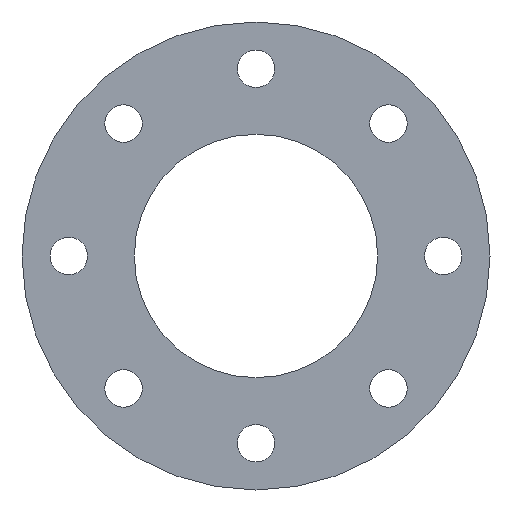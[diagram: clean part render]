
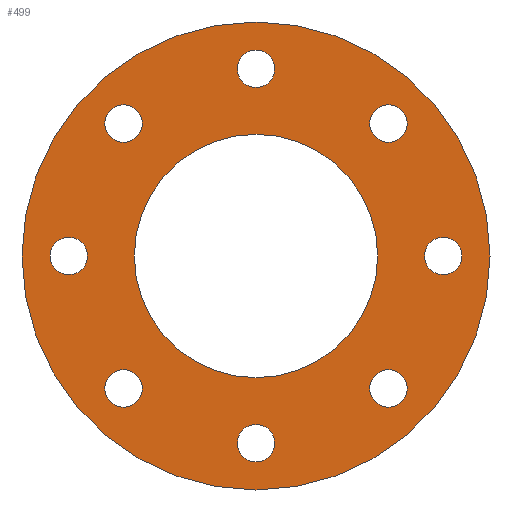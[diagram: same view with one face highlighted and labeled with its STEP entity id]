
A CAD part, left-side view. The second image highlights one B-rep face of the part: STEP entity #499.
In plain terms, the highlighted planar face has unit normal (-1, 0, 0).
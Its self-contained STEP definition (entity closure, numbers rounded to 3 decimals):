
#14=CARTESIAN_POINT('',(0.,0.,0.));
#15=DIRECTION('',(-1.,0.,0.));
#16=DIRECTION('',(0.,1.,0.));
#17=AXIS2_PLACEMENT_3D('',#14,#15,#16);
#19=CARTESIAN_POINT('',(0.,0.,0.));
#20=DIRECTION('',(1.,0.,0.));
#21=DIRECTION('',(0.,1.,0.));
#22=AXIS2_PLACEMENT_3D('',#19,#20,#21);
#24=CARTESIAN_POINT('',(0.,0.,0.));
#25=DIRECTION('',(1.,0.,0.));
#26=DIRECTION('',(0.,0.,-1.));
#27=AXIS2_PLACEMENT_3D('',#24,#25,#26);
#29=CARTESIAN_POINT('',(0.,0.,0.));
#30=DIRECTION('',(1.,0.,0.));
#31=DIRECTION('',(0.,0.,1.));
#32=AXIS2_PLACEMENT_3D('',#29,#30,#31);
#34=CARTESIAN_POINT('',(0.,100.,0.));
#35=DIRECTION('',(-1.,0.,0.));
#36=DIRECTION('',(0.,-1.,0.));
#37=AXIS2_PLACEMENT_3D('',#34,#35,#36);
#39=CARTESIAN_POINT('',(0.,100.,0.));
#40=DIRECTION('',(-1.,0.,0.));
#41=DIRECTION('',(0.,1.,0.));
#42=AXIS2_PLACEMENT_3D('',#39,#40,#41);
#44=CARTESIAN_POINT('',(0.,70.711,-70.711));
#45=DIRECTION('',(-1.,0.,0.));
#46=DIRECTION('',(0.,-0.707,0.707));
#47=AXIS2_PLACEMENT_3D('',#44,#45,#46);
#49=CARTESIAN_POINT('',(0.,70.711,-70.711));
#50=DIRECTION('',(-1.,0.,0.));
#51=DIRECTION('',(0.,0.707,-0.707));
#52=AXIS2_PLACEMENT_3D('',#49,#50,#51);
#54=CARTESIAN_POINT('',(0.,0.,-100.));
#55=DIRECTION('',(-1.,0.,0.));
#56=DIRECTION('',(0.,0.,1.));
#57=AXIS2_PLACEMENT_3D('',#54,#55,#56);
#59=CARTESIAN_POINT('',(0.,0.,-100.));
#60=DIRECTION('',(-1.,0.,0.));
#61=DIRECTION('',(0.,0.,-1.));
#62=AXIS2_PLACEMENT_3D('',#59,#60,#61);
#64=CARTESIAN_POINT('',(0.,-70.711,-70.711));
#65=DIRECTION('',(-1.,0.,0.));
#66=DIRECTION('',(0.,0.707,0.707));
#67=AXIS2_PLACEMENT_3D('',#64,#65,#66);
#69=CARTESIAN_POINT('',(0.,-70.711,-70.711));
#70=DIRECTION('',(-1.,0.,0.));
#71=DIRECTION('',(0.,-0.707,-0.707));
#72=AXIS2_PLACEMENT_3D('',#69,#70,#71);
#74=CARTESIAN_POINT('',(0.,-100.,0.));
#75=DIRECTION('',(-1.,0.,0.));
#76=DIRECTION('',(0.,1.,0.));
#77=AXIS2_PLACEMENT_3D('',#74,#75,#76);
#79=CARTESIAN_POINT('',(0.,-100.,0.));
#80=DIRECTION('',(-1.,0.,0.));
#81=DIRECTION('',(0.,-1.,0.));
#82=AXIS2_PLACEMENT_3D('',#79,#80,#81);
#84=CARTESIAN_POINT('',(0.,-70.711,70.711));
#85=DIRECTION('',(-1.,0.,0.));
#86=DIRECTION('',(0.,0.707,-0.707));
#87=AXIS2_PLACEMENT_3D('',#84,#85,#86);
#89=CARTESIAN_POINT('',(0.,-70.711,70.711));
#90=DIRECTION('',(-1.,0.,0.));
#91=DIRECTION('',(0.,-0.707,0.707));
#92=AXIS2_PLACEMENT_3D('',#89,#90,#91);
#94=CARTESIAN_POINT('',(0.,0.,100.));
#95=DIRECTION('',(-1.,0.,0.));
#96=DIRECTION('',(0.,0.,-1.));
#97=AXIS2_PLACEMENT_3D('',#94,#95,#96);
#99=CARTESIAN_POINT('',(0.,0.,100.));
#100=DIRECTION('',(-1.,0.,0.));
#101=DIRECTION('',(0.,0.,1.));
#102=AXIS2_PLACEMENT_3D('',#99,#100,#101);
#104=CARTESIAN_POINT('',(0.,70.711,70.711));
#105=DIRECTION('',(-1.,0.,0.));
#106=DIRECTION('',(0.,-0.707,-0.707));
#107=AXIS2_PLACEMENT_3D('',#104,#105,#106);
#109=CARTESIAN_POINT('',(0.,70.711,70.711));
#110=DIRECTION('',(-1.,0.,0.));
#111=DIRECTION('',(0.,0.707,0.707));
#112=AXIS2_PLACEMENT_3D('',#109,#110,#111);
#343=CARTESIAN_POINT('',(0.,125.,0.));
#345=VERTEX_POINT('',#343);
#347=CARTESIAN_POINT('',(0.,-125.,0.));
#349=VERTEX_POINT('',#347);
#354=CARTESIAN_POINT('',(0.,0.,-65.));
#355=CARTESIAN_POINT('',(0.,0.,65.));
#356=VERTEX_POINT('',#354);
#357=VERTEX_POINT('',#355);
#362=CARTESIAN_POINT('',(0.,90.,0.));
#363=CARTESIAN_POINT('',(0.,110.,0.));
#364=VERTEX_POINT('',#362);
#365=VERTEX_POINT('',#363);
#370=CARTESIAN_POINT('',(0.,63.64,-63.64));
#371=CARTESIAN_POINT('',(0.,77.782,-77.782));
#372=VERTEX_POINT('',#370);
#373=VERTEX_POINT('',#371);
#378=CARTESIAN_POINT('',(0.,0.,-90.));
#379=CARTESIAN_POINT('',(0.,0.,-110.));
#380=VERTEX_POINT('',#378);
#381=VERTEX_POINT('',#379);
#386=CARTESIAN_POINT('',(0.,-63.64,-63.64));
#387=CARTESIAN_POINT('',(0.,-77.782,-77.782));
#388=VERTEX_POINT('',#386);
#389=VERTEX_POINT('',#387);
#394=CARTESIAN_POINT('',(0.,-90.,0.));
#395=CARTESIAN_POINT('',(0.,-110.,0.));
#396=VERTEX_POINT('',#394);
#397=VERTEX_POINT('',#395);
#402=CARTESIAN_POINT('',(0.,-63.64,63.64));
#403=CARTESIAN_POINT('',(0.,-77.782,77.782));
#404=VERTEX_POINT('',#402);
#405=VERTEX_POINT('',#403);
#410=CARTESIAN_POINT('',(0.,0.,90.));
#411=CARTESIAN_POINT('',(0.,0.,110.));
#412=VERTEX_POINT('',#410);
#413=VERTEX_POINT('',#411);
#418=CARTESIAN_POINT('',(0.,63.64,63.64));
#419=CARTESIAN_POINT('',(0.,77.782,77.782));
#420=VERTEX_POINT('',#418);
#421=VERTEX_POINT('',#419);
#434=CARTESIAN_POINT('',(0.,0.,0.));
#435=DIRECTION('',(1.,0.,0.));
#436=DIRECTION('',(0.,-1.,0.));
#437=AXIS2_PLACEMENT_3D('',#434,#435,#436);
#438=PLANE('',#437);
#440=ORIENTED_EDGE('',*,*,#439,.F.);
#442=ORIENTED_EDGE('',*,*,#441,.T.);
#443=EDGE_LOOP('',(#440,#442));
#444=FACE_OUTER_BOUND('',#443,.F.);
#446=ORIENTED_EDGE('',*,*,#445,.F.);
#448=ORIENTED_EDGE('',*,*,#447,.F.);
#449=EDGE_LOOP('',(#446,#448));
#450=FACE_BOUND('',#449,.F.);
#452=ORIENTED_EDGE('',*,*,#451,.T.);
#454=ORIENTED_EDGE('',*,*,#453,.T.);
#455=EDGE_LOOP('',(#452,#454));
#456=FACE_BOUND('',#455,.F.);
#458=ORIENTED_EDGE('',*,*,#457,.T.);
#460=ORIENTED_EDGE('',*,*,#459,.T.);
#461=EDGE_LOOP('',(#458,#460));
#462=FACE_BOUND('',#461,.F.);
#464=ORIENTED_EDGE('',*,*,#463,.T.);
#466=ORIENTED_EDGE('',*,*,#465,.T.);
#467=EDGE_LOOP('',(#464,#466));
#468=FACE_BOUND('',#467,.F.);
#470=ORIENTED_EDGE('',*,*,#469,.T.);
#472=ORIENTED_EDGE('',*,*,#471,.T.);
#473=EDGE_LOOP('',(#470,#472));
#474=FACE_BOUND('',#473,.F.);
#476=ORIENTED_EDGE('',*,*,#475,.T.);
#478=ORIENTED_EDGE('',*,*,#477,.T.);
#479=EDGE_LOOP('',(#476,#478));
#480=FACE_BOUND('',#479,.F.);
#482=ORIENTED_EDGE('',*,*,#481,.T.);
#484=ORIENTED_EDGE('',*,*,#483,.T.);
#485=EDGE_LOOP('',(#482,#484));
#486=FACE_BOUND('',#485,.F.);
#488=ORIENTED_EDGE('',*,*,#487,.T.);
#490=ORIENTED_EDGE('',*,*,#489,.T.);
#491=EDGE_LOOP('',(#488,#490));
#492=FACE_BOUND('',#491,.F.);
#494=ORIENTED_EDGE('',*,*,#493,.T.);
#496=ORIENTED_EDGE('',*,*,#495,.T.);
#497=EDGE_LOOP('',(#494,#496));
#498=FACE_BOUND('',#497,.F.);
#18=CIRCLE('',#17,125.);
#23=CIRCLE('',#22,125.);
#28=CIRCLE('',#27,65.);
#33=CIRCLE('',#32,65.);
#38=CIRCLE('',#37,10.);
#43=CIRCLE('',#42,10.);
#48=CIRCLE('',#47,10.);
#53=CIRCLE('',#52,10.);
#58=CIRCLE('',#57,10.);
#63=CIRCLE('',#62,10.);
#68=CIRCLE('',#67,10.);
#73=CIRCLE('',#72,10.);
#78=CIRCLE('',#77,10.);
#83=CIRCLE('',#82,10.);
#88=CIRCLE('',#87,10.);
#93=CIRCLE('',#92,10.);
#98=CIRCLE('',#97,10.);
#103=CIRCLE('',#102,10.);
#108=CIRCLE('',#107,10.);
#113=CIRCLE('',#112,10.);
#439=EDGE_CURVE('',#345,#349,#18,.T.);
#441=EDGE_CURVE('',#345,#349,#23,.T.);
#445=EDGE_CURVE('',#356,#357,#28,.T.);
#447=EDGE_CURVE('',#357,#356,#33,.T.);
#451=EDGE_CURVE('',#364,#365,#38,.T.);
#453=EDGE_CURVE('',#365,#364,#43,.T.);
#457=EDGE_CURVE('',#372,#373,#48,.T.);
#459=EDGE_CURVE('',#373,#372,#53,.T.);
#463=EDGE_CURVE('',#380,#381,#58,.T.);
#465=EDGE_CURVE('',#381,#380,#63,.T.);
#469=EDGE_CURVE('',#388,#389,#68,.T.);
#471=EDGE_CURVE('',#389,#388,#73,.T.);
#475=EDGE_CURVE('',#396,#397,#78,.T.);
#477=EDGE_CURVE('',#397,#396,#83,.T.);
#481=EDGE_CURVE('',#404,#405,#88,.T.);
#483=EDGE_CURVE('',#405,#404,#93,.T.);
#487=EDGE_CURVE('',#412,#413,#98,.T.);
#489=EDGE_CURVE('',#413,#412,#103,.T.);
#493=EDGE_CURVE('',#420,#421,#108,.T.);
#495=EDGE_CURVE('',#421,#420,#113,.T.);
#499=ADVANCED_FACE('',(#444,#450,#456,#462,#468,#474,#480,#486,#492,#498),#438,
.F.);
